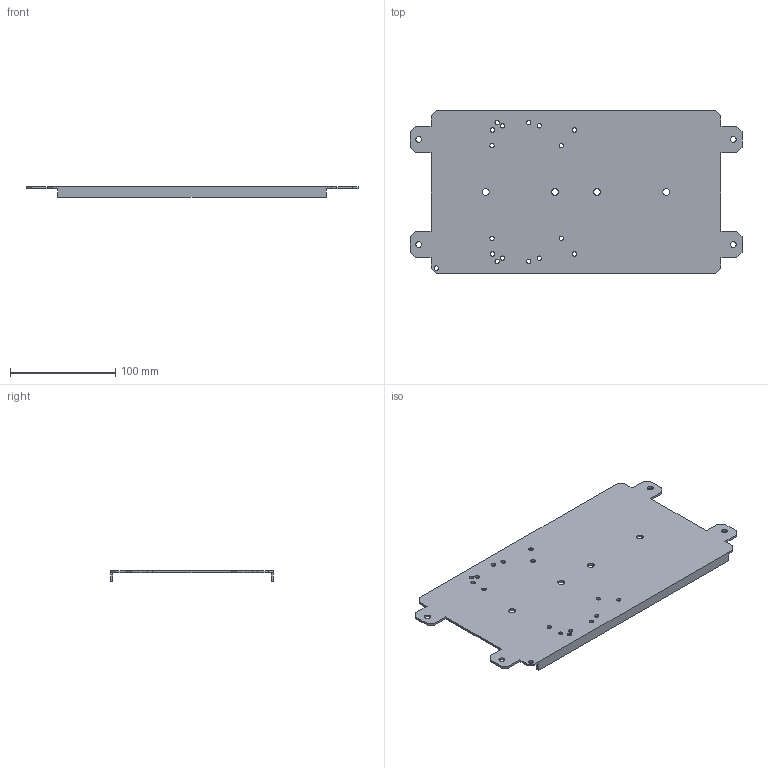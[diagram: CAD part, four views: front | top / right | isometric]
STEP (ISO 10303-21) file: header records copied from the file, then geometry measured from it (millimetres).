
FILE_DESCRIPTION((''),'2;1');
FILE_NAME('ASM0001_ASM','2023-01-26T08:10:33',('klemen.sitar'),('Audax d.o.o.'),'CREO PARAMETRIC BY PTC INC, 2021304','CREO PARAMETRIC BY PTC INC, 2021304','');
FILE_SCHEMA(('AP242_MANAGED_MODEL_BASED_3D_ENGINEERING_MIM_LF { 1 0 10303 442 1 1 4 }'));
Length unit declared in the file: millimetre
Products named in the file (2): OPEN_CASCADE_STEP_TRANSLA-11027; ASM0001_ASM
Assembly tree (1 placements, depth 2):
  ASM0001_ASM
    OPEN_CASCADE_STEP_TRANSLA-11027
Bounding box: 316 x 155 x 10 mm (x, y, z)
Volume: 96525.4 mm3; surface area: 99313.3 mm2
Topology: 1 solids, 1 shells, 92 faces, 270 edges, 180 vertices
Faces by surface type: cylinder 50, plane 42
Entity records: 4988 total; most frequent: DIRECTION 562, CARTESIAN_POINT 550, ORIENTED_EDGE 540, PRESENTATION_STYLE_ASSIGNMENT 364, STYLED_ITEM 364, CURVE_STYLE 271, EDGE_CURVE 270, AXIS2_PLACEMENT_3D 196
